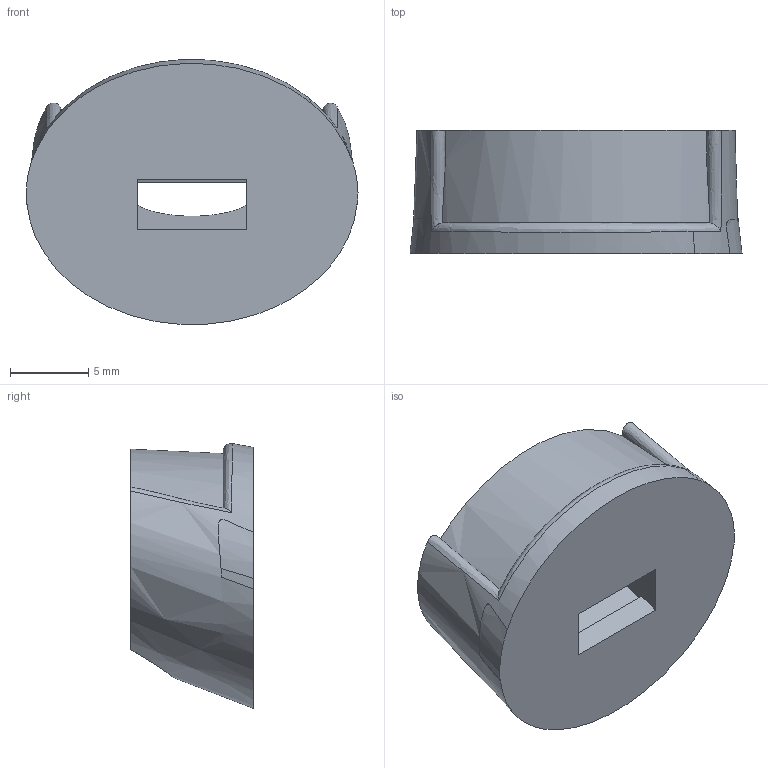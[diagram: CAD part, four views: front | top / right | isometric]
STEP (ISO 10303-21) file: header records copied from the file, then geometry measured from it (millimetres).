
FILE_DESCRIPTION (( 'STEP AP203' ), '1' );
FILE_NAME ('DP - D MainTH.STEP', '2017-08-02T02:56:20', ( '' ), ( '' ), 'SwSTEP 2.0', 'SolidWorks 2016', '' );
FILE_SCHEMA (( 'CONFIG_CONTROL_DESIGN' ));
Length unit declared in the file: millimetre
Products named in the file (1): DP - D MainTH
Bounding box: 21.21 x 7.85 x 16.92 mm (x, y, z)
Volume: 1577.5 mm3; surface area: 1068.4 mm2
Topology: 1 solids, 1 shells, 34 faces, 99 edges, 66 vertices
Faces by surface type: plane 23, bspline 9, cylinder 2
Entity records: 2388 total; most frequent: CARTESIAN_POINT 1513, ORIENTED_EDGE 198, DIRECTION 118, EDGE_CURVE 99, VERTEX_POINT 66, LINE 48, VECTOR 48, B_SPLINE_CURVE_WITH_KNOTS 38
